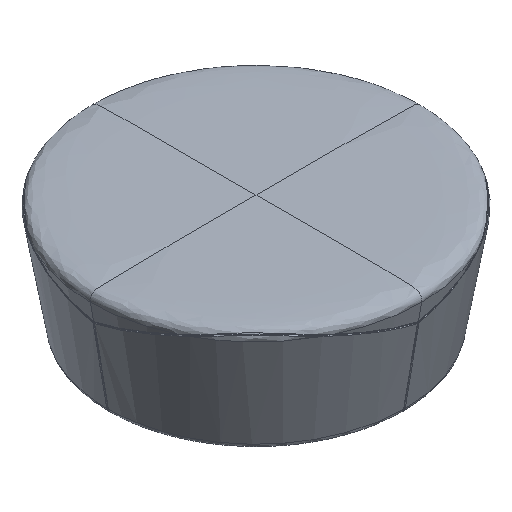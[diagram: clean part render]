
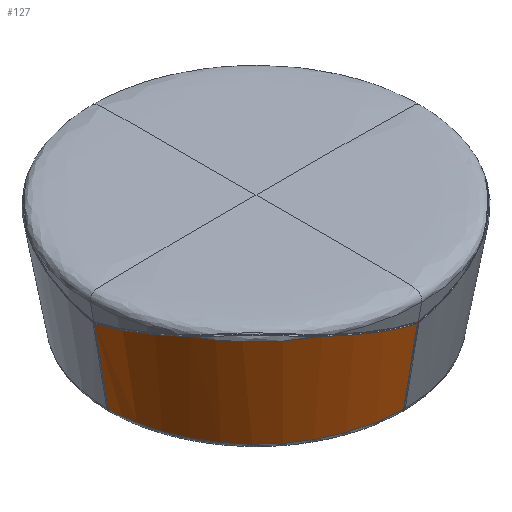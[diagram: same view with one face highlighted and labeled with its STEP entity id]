
A CAD part, isometric view. The second image highlights one B-rep face of the part: STEP entity #127.
In plain terms, the highlighted free-form (B-spline) face has degree [1, 2] with [2, 3] control points.
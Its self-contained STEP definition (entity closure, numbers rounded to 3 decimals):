
#127=ADVANCED_FACE('',(#184),#791,.T.);
#184=FACE_OUTER_BOUND('',#241,.T.);
#241=EDGE_LOOP('',(#352,#353,#354,#355,#356,#357));
#352=ORIENTED_EDGE('',*,*,#555,.F.);
#353=ORIENTED_EDGE('',*,*,#552,.F.);
#354=ORIENTED_EDGE('',*,*,#546,.F.);
#355=ORIENTED_EDGE('',*,*,#553,.T.);
#356=ORIENTED_EDGE('',*,*,#549,.F.);
#357=ORIENTED_EDGE('',*,*,#561,.F.);
#546=EDGE_CURVE('',#722,#717,#889,.T.);
#549=EDGE_CURVE('',#718,#721,#892,.T.);
#552=EDGE_CURVE('',#717,#719,#895,.T.);
#553=EDGE_CURVE('',#722,#721,#663,.T.);
#555=EDGE_CURVE('',#719,#725,#665,.T.);
#561=EDGE_CURVE('',#725,#718,#901,.T.);
#663=(
BOUNDED_CURVE()
B_SPLINE_CURVE(2,(#2378,#2379,#2380),.UNSPECIFIED.,.F.,.F.)
B_SPLINE_CURVE_WITH_KNOTS((3,3),(297.181,636.762),
 .UNSPECIFIED.)
CURVE()
GEOMETRIC_REPRESENTATION_ITEM()
RATIONAL_B_SPLINE_CURVE((1.,0.96,1.))
REPRESENTATION_ITEM('')
);
#665=(
BOUNDED_CURVE()
B_SPLINE_CURVE(2,(#2384,#2385,#2386),.UNSPECIFIED.,.F.,.F.)
B_SPLINE_CURVE_WITH_KNOTS((3,3),(3.348,930.595),
 .UNSPECIFIED.)
CURVE()
GEOMETRIC_REPRESENTATION_ITEM()
RATIONAL_B_SPLINE_CURVE((1.,0.711,1.))
REPRESENTATION_ITEM('')
);
#717=VERTEX_POINT('',#2272);
#718=VERTEX_POINT('',#2273);
#719=VERTEX_POINT('',#2274);
#721=VERTEX_POINT('',#2276);
#722=VERTEX_POINT('',#2277);
#725=VERTEX_POINT('',#2280);
#791=(
BOUNDED_SURFACE()
B_SPLINE_SURFACE(1,2,((#2208,#2209,#2210),(#2211,#2212,#2213)),
 .UNSPECIFIED.,.F.,.F.,.F.)
B_SPLINE_SURFACE_WITH_KNOTS((2,2),(3,3),(28.034,394.991),
(0.,933.942),.UNSPECIFIED.)
GEOMETRIC_REPRESENTATION_ITEM()
RATIONAL_B_SPLINE_SURFACE(((1.,0.707,1.),(1.,0.707,
1.)))
REPRESENTATION_ITEM('')
SURFACE()
);
#889=B_SPLINE_CURVE_WITH_KNOTS('',3,(#2324,#2325,#2326,#2327,#2328,#2329,
#2330,#2331,#2332,#2333,#2334,#2335),.UNSPECIFIED.,.F.,.F.,(4,2,2,2,2,4),
(-301.244,-294.921,-265.429,-235.937,
-117.969,-1.56),.UNSPECIFIED.);
#892=B_SPLINE_CURVE_WITH_KNOTS('',3,(#2358,#2359,#2360,#2361,#2362,#2363,
#2364,#2365,#2366,#2367,#2368,#2369),.UNSPECIFIED.,.F.,.F.,(4,2,2,2,2,4),
(-942.188,-825.78,-707.811,-678.319,
-648.827,-642.505),.UNSPECIFIED.);
#895=B_SPLINE_CURVE_WITH_KNOTS('',1,(#2376,#2377),.UNSPECIFIED.,.F.,.F.,
(2,2),(-295.283,0.),.UNSPECIFIED.);
#901=B_SPLINE_CURVE_WITH_KNOTS('',1,(#2409,#2410),.UNSPECIFIED.,.F.,.F.,
(2,2),(0.,295.283),.UNSPECIFIED.);
#2208=CARTESIAN_POINT('',(0.,-532.84,36.634));
#2209=CARTESIAN_POINT('',(-532.84,-532.84,36.634));
#2210=CARTESIAN_POINT('',(-532.84,0.,36.634));
#2211=CARTESIAN_POINT('',(0.,-594.598,398.357));
#2212=CARTESIAN_POINT('',(-594.598,-594.598,398.357));
#2213=CARTESIAN_POINT('',(-594.598,0.,398.357));
#2272=CARTESIAN_POINT('',(-3.,-582.527,327.705));
#2273=CARTESIAN_POINT('',(-582.527,-3.,327.705));
#2274=CARTESIAN_POINT('',(-3.,-532.832,36.634));
#2276=CARTESIAN_POINT('',(-521.858,-284.975,398.357));
#2277=CARTESIAN_POINT('',(-284.975,-521.858,398.357));
#2280=CARTESIAN_POINT('',(-532.832,-3.,36.634));
#2324=CARTESIAN_POINT('',(-284.975,-521.858,398.357));
#2325=CARTESIAN_POINT('',(-283.127,-522.797,397.965));
#2326=CARTESIAN_POINT('',(-281.272,-523.722,397.569));
#2327=CARTESIAN_POINT('',(-270.728,-528.876,395.308));
#2328=CARTESIAN_POINT('',(-261.965,-532.909,393.345));
#2329=CARTESIAN_POINT('',(-244.261,-540.486,389.272));
#2330=CARTESIAN_POINT('',(-235.329,-544.042,387.157));
#2331=CARTESIAN_POINT('',(-190.298,-560.656,376.296));
#2332=CARTESIAN_POINT('',(-153.142,-570.206,366.665));
#2333=CARTESIAN_POINT('',(-78.309,-581.806,347.123));
#2334=CARTESIAN_POINT('',(-40.632,-583.958,337.224));
#2335=CARTESIAN_POINT('',(-3.,-582.527,327.705));
#2358=CARTESIAN_POINT('',(-582.527,-3.,327.705));
#2359=CARTESIAN_POINT('',(-583.958,-40.634,337.223));
#2360=CARTESIAN_POINT('',(-581.807,-78.307,347.129));
#2361=CARTESIAN_POINT('',(-570.203,-153.145,366.656));
#2362=CARTESIAN_POINT('',(-560.656,-190.298,376.298));
#2363=CARTESIAN_POINT('',(-544.043,-235.328,387.159));
#2364=CARTESIAN_POINT('',(-540.485,-244.263,389.274));
#2365=CARTESIAN_POINT('',(-532.909,-261.964,393.346));
#2366=CARTESIAN_POINT('',(-528.875,-270.729,395.308));
#2367=CARTESIAN_POINT('',(-523.721,-281.273,397.569));
#2368=CARTESIAN_POINT('',(-522.797,-283.128,397.965));
#2369=CARTESIAN_POINT('',(-521.858,-284.975,398.357));
#2376=CARTESIAN_POINT('',(-3.,-582.527,327.705));
#2377=CARTESIAN_POINT('',(-3.,-532.832,36.634));
#2378=CARTESIAN_POINT('',(-284.975,-521.858,398.357));
#2379=CARTESIAN_POINT('',(-438.19,-438.19,398.357));
#2380=CARTESIAN_POINT('',(-521.858,-284.975,398.357));
#2384=CARTESIAN_POINT('',(-3.,-532.832,36.634));
#2385=CARTESIAN_POINT('',(-529.865,-529.865,36.634));
#2386=CARTESIAN_POINT('',(-532.832,-3.,36.634));
#2409=CARTESIAN_POINT('',(-532.832,-3.,36.634));
#2410=CARTESIAN_POINT('',(-582.527,-3.,327.705));
